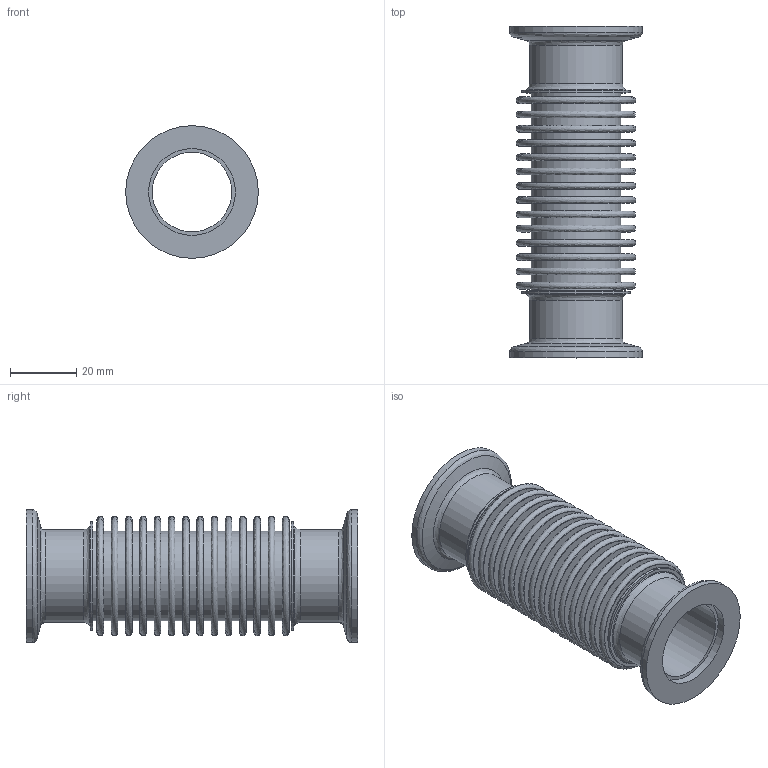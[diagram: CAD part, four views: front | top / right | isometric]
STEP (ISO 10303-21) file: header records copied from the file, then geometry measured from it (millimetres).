
FILE_DESCRIPTION (( 'STEP AP214' ), '1' );
FILE_NAME ('FULLVAC S1KF25100.STEP', '2019-04-25T10:05:04', ( '' ), ( '' ), 'SwSTEP 2.0', 'SolidWorks 2017', '' );
FILE_SCHEMA (( 'AUTOMOTIVE_DESIGN' ));
Length unit declared in the file: millimetre
Products named in the file (3): FULLVAC S1KF25100; 1^FULLVAC S1KF25100; 2^FULLVAC S1KF25100
Assembly tree (3 placements, depth 2):
  FULLVAC S1KF25100
    1^FULLVAC S1KF25100  x2
    2^FULLVAC S1KF25100
Bounding box: 40 x 100 x 40 mm (x, y, z)
Volume: 23592.9 mm3; surface area: 44856.8 mm2
Topology: 3 solids, 3 shells, 148 faces, 234 edges, 154 vertices
Faces by surface type: plane 68, cylinder 42, bspline 34, cone 4
Full cylindrical faces by diameter (mm): 24 x2, 26.2 x2, 26.6 x15, 26.9 x15, 28 x2, 32.6 x4, 40 x2
Entity records: 17065 total; most frequent: CARTESIAN_POINT 13509, DIRECTION 374, ORIENTED_EDGE 268, EDGE_LOOP 268, FACE_OUTER_BOUND 202, AXIS2_PLACEMENT_3D 187, UNCERTAINTY_MEASURE_WITH_UNIT 141, COLOUR_RGB 138
